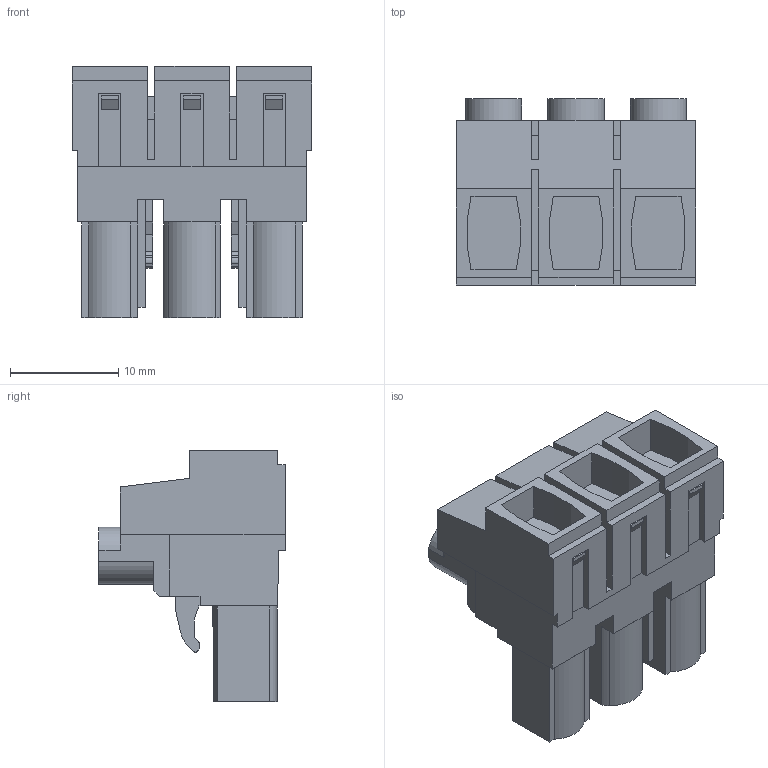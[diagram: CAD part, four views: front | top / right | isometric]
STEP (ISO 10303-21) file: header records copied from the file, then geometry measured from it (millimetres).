
FILE_DESCRIPTION(('CATIA V5 STEP Exchange','CAx-IF Rec.Pracs.--- Model Styling and Organization---1.4--- 2014-01-23'),'2;1');
FILE_NAME ('D1447868_1', '2023-05-02T07:04:18+00:00', ('none'), ('Weidmueller'), 'CATIA Version 5-6 Release 2016 SP3 HF44', 'CATIA V5 STEP AP214', 'none');
FILE_SCHEMA(('AUTOMOTIVE_DESIGN { 1 0 10303 214 1 1 1 1 }'));
Length unit declared in the file: millimetre
Products named in the file (1): 1059590000
Bounding box: 22.18 x 17.25 x 23.25 mm (x, y, z)
Volume: 4135.4 mm3; surface area: 3398.5 mm2
Topology: 4 solids, 4 shells, 320 faces, 877 edges, 580 vertices
Faces by surface type: plane 271, cylinder 41, extrusion 8
Entity records: 10281 total; most frequent: CARTESIAN_POINT 2026, ORIENTED_EDGE 1754, DIRECTION 1407, EDGE_CURVE 877, VECTOR 775, LINE 767, VERTEX_POINT 580, AXIS2_PLACEMENT_3D 357
